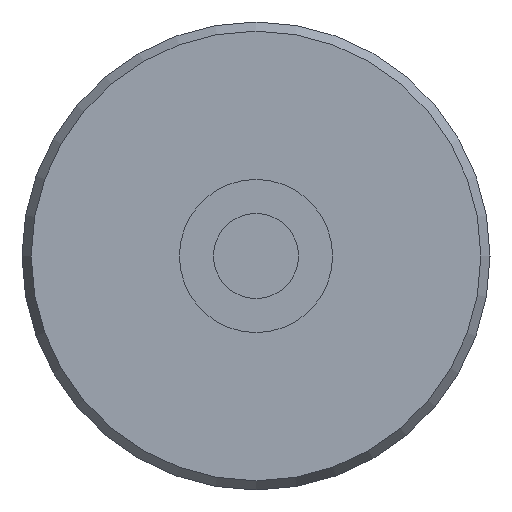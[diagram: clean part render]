
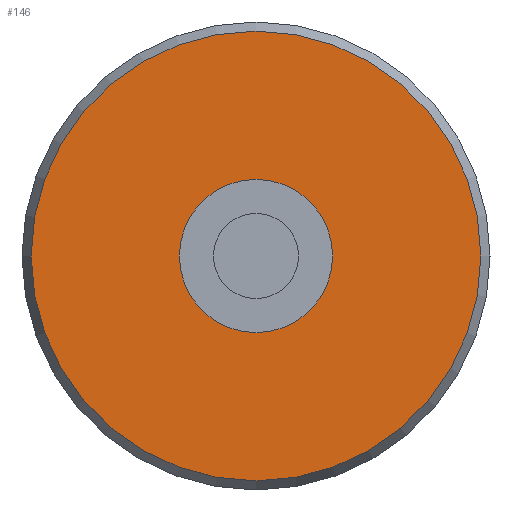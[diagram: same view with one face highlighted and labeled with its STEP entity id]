
A CAD part, left-side view. The second image highlights one B-rep face of the part: STEP entity #146.
In plain terms, the highlighted planar face has unit normal (-1, 0, 0).
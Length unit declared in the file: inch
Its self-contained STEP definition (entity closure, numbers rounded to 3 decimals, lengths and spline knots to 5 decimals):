
#18=PLANE('',#191);
#32=FACE_BOUND('',#67,.T.);
#44=FACE_OUTER_BOUND('',#66,.T.);
#66=EDGE_LOOP('',(#126));
#67=EDGE_LOOP('',(#127));
#73=CIRCLE('',#173,0.225);
#75=CIRCLE('',#176,0.66044);
#85=VERTEX_POINT('',#253);
#87=VERTEX_POINT('',#258);
#97=EDGE_CURVE('',#85,#85,#73,.T.);
#99=EDGE_CURVE('',#87,#87,#75,.T.);
#126=ORIENTED_EDGE('',*,*,#99,.T.);
#127=ORIENTED_EDGE('',*,*,#97,.F.);
#146=ADVANCED_FACE('',(#44,#32),#18,.F.);
#173=AXIS2_PLACEMENT_3D('',#254,#204,#205);
#176=AXIS2_PLACEMENT_3D('',#259,#210,#211);
#191=AXIS2_PLACEMENT_3D('',#281,#240,#241);
#204=DIRECTION('center_axis',(-1.,0.,0.));
#205=DIRECTION('ref_axis',(0.,0.,1.));
#210=DIRECTION('center_axis',(-1.,0.,0.));
#211=DIRECTION('ref_axis',(0.,0.,1.));
#240=DIRECTION('center_axis',(1.,0.,0.));
#241=DIRECTION('ref_axis',(0.,0.,-1.));
#253=CARTESIAN_POINT('',(-14.79688,0.,0.225));
#254=CARTESIAN_POINT('Origin',(-14.79688,0.,0.));
#258=CARTESIAN_POINT('',(-14.79688,0.,-0.66044));
#259=CARTESIAN_POINT('Origin',(-14.79688,0.,0.));
#281=CARTESIAN_POINT('Origin',(-14.79688,-0.225,0.));
